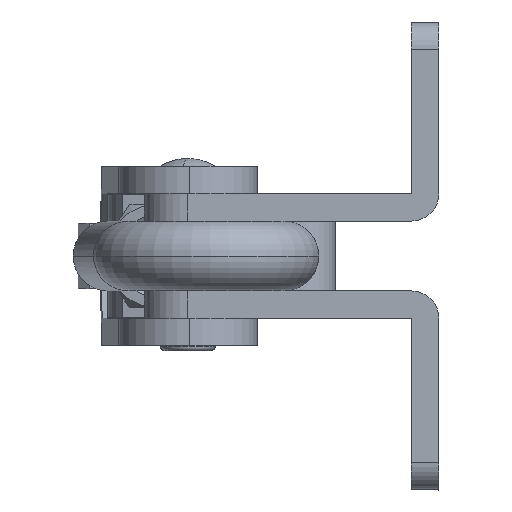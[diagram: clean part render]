
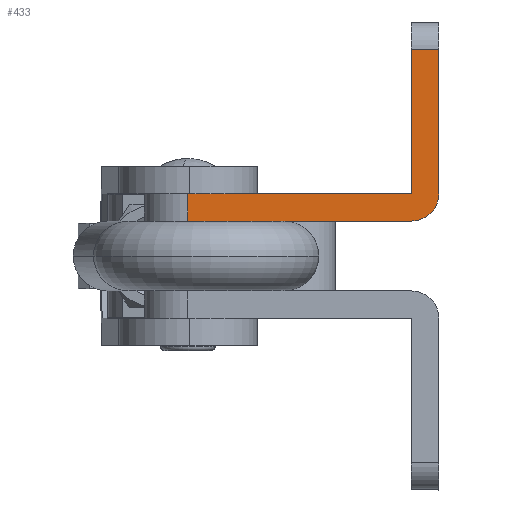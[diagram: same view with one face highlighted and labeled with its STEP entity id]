
A CAD part, left-side view. The second image highlights one B-rep face of the part: STEP entity #433.
In plain terms, the highlighted planar face has unit normal (-1, 0, 0).
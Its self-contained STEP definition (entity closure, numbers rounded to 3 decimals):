
#30 = VERTEX_POINT ( 'NONE', #255 ) ;
#181 = EDGE_LOOP ( 'NONE', ( #339, #5318, #2005, #6333, #4945, #2892, #1791 ) ) ;
#248 = CARTESIAN_POINT ( 'NONE',  ( 0., 46., -42.6 ) ) ;
#255 = CARTESIAN_POINT ( 'NONE',  ( 0., 0., 37.9 ) ) ;
#339 = ORIENTED_EDGE ( 'NONE', *, *, #3494, .F. ) ;
#393 = VECTOR ( 'NONE', #3024, 1000. ) ;
#433 = ADVANCED_FACE ( 'NONE', ( #6360 ), #3621, .F. ) ;
#437 = VECTOR ( 'NONE', #4304, 1000. ) ;
#766 = LINE ( 'NONE', #2550, #4630 ) ;
#907 = VERTEX_POINT ( 'NONE', #5512 ) ;
#1031 = CARTESIAN_POINT ( 'NONE',  ( 0., 5., 42.9 ) ) ;
#1282 = DIRECTION ( 'NONE',  ( 1., 0., 0. ) ) ;
#1293 = DIRECTION ( 'NONE',  ( 0., 1., 0. ) ) ;
#1378 = VERTEX_POINT ( 'NONE', #2358 ) ;
#1501 = DIRECTION ( 'NONE',  ( 0., 0., -1. ) ) ;
#1613 = CARTESIAN_POINT ( 'NONE',  ( 0., 5., 37.9 ) ) ;
#1788 = DIRECTION ( 'NONE',  ( 0., 1., 0. ) ) ;
#1791 = ORIENTED_EDGE ( 'NONE', *, *, #1953, .F. ) ;
#1953 = EDGE_CURVE ( 'NONE', #1378, #3113, #2425, .T. ) ;
#2005 = ORIENTED_EDGE ( 'NONE', *, *, #4962, .F. ) ;
#2091 = CARTESIAN_POINT ( 'NONE',  ( 0., 0., 11.4 ) ) ;
#2190 = CIRCLE ( 'NONE', #2778, 5. ) ;
#2358 = CARTESIAN_POINT ( 'NONE',  ( 0., 46., 6.4 ) ) ;
#2425 = LINE ( 'NONE', #248, #393 ) ;
#2524 = CARTESIAN_POINT ( 'NONE',  ( 0., 46., 11.4 ) ) ;
#2541 = LINE ( 'NONE', #1031, #5123 ) ;
#2550 = CARTESIAN_POINT ( 'NONE',  ( 0., 54., 6.4 ) ) ;
#2665 = EDGE_CURVE ( 'NONE', #30, #3443, #6078, .T. ) ;
#2681 = DIRECTION ( 'NONE',  ( 0., -1., 0. ) ) ;
#2693 = EDGE_CURVE ( 'NONE', #4994, #6584, #2190, .T. ) ;
#2778 = AXIS2_PLACEMENT_3D ( 'NONE', #3995, #5067, #5455 ) ;
#2892 = ORIENTED_EDGE ( 'NONE', *, *, #5624, .F. ) ;
#2939 = DIRECTION ( 'NONE',  ( 0., 0., 1. ) ) ;
#2955 = VECTOR ( 'NONE', #2681, 1000. ) ;
#3000 = CARTESIAN_POINT ( 'NONE',  ( 0., 5., 11.4 ) ) ;
#3024 = DIRECTION ( 'NONE',  ( 0., 0., 1. ) ) ;
#3113 = VERTEX_POINT ( 'NONE', #2524 ) ;
#3262 = EDGE_CURVE ( 'NONE', #907, #3443, #2541, .T. ) ;
#3443 = VERTEX_POINT ( 'NONE', #1613 ) ;
#3494 = EDGE_CURVE ( 'NONE', #6584, #1378, #766, .T. ) ;
#3621 = PLANE ( 'NONE',  #3992 ) ;
#3663 = VECTOR ( 'NONE', #1293, 1000. ) ;
#3992 = AXIS2_PLACEMENT_3D ( 'NONE', #3000, #1282, #1501 ) ;
#3995 = CARTESIAN_POINT ( 'NONE',  ( 0., 5., 11.4 ) ) ;
#4259 = CARTESIAN_POINT ( 'NONE',  ( 0., 0., 42.9 ) ) ;
#4304 = DIRECTION ( 'NONE',  ( 0., 0., -1. ) ) ;
#4309 = CARTESIAN_POINT ( 'NONE',  ( 0., 5., 6.4 ) ) ;
#4630 = VECTOR ( 'NONE', #1788, 1000. ) ;
#4945 = ORIENTED_EDGE ( 'NONE', *, *, #3262, .F. ) ;
#4962 = EDGE_CURVE ( 'NONE', #30, #4994, #6288, .T. ) ;
#4994 = VERTEX_POINT ( 'NONE', #2091 ) ;
#5067 = DIRECTION ( 'NONE',  ( 1., 0., 0. ) ) ;
#5123 = VECTOR ( 'NONE', #2939, 1000. ) ;
#5175 = LINE ( 'NONE', #6315, #2955 ) ;
#5318 = ORIENTED_EDGE ( 'NONE', *, *, #2693, .F. ) ;
#5455 = DIRECTION ( 'NONE',  ( 0., 0., -1. ) ) ;
#5512 = CARTESIAN_POINT ( 'NONE',  ( 0., 5., 11.4 ) ) ;
#5624 = EDGE_CURVE ( 'NONE', #3113, #907, #5175, .T. ) ;
#6078 = LINE ( 'NONE', #6438, #3663 ) ;
#6288 = LINE ( 'NONE', #4259, #437 ) ;
#6315 = CARTESIAN_POINT ( 'NONE',  ( 0., 54., 11.4 ) ) ;
#6333 = ORIENTED_EDGE ( 'NONE', *, *, #2665, .T. ) ;
#6360 = FACE_OUTER_BOUND ( 'NONE', #181, .T. ) ;
#6438 = CARTESIAN_POINT ( 'NONE',  ( 0., -49., 37.9 ) ) ;
#6584 = VERTEX_POINT ( 'NONE', #4309 ) ;
